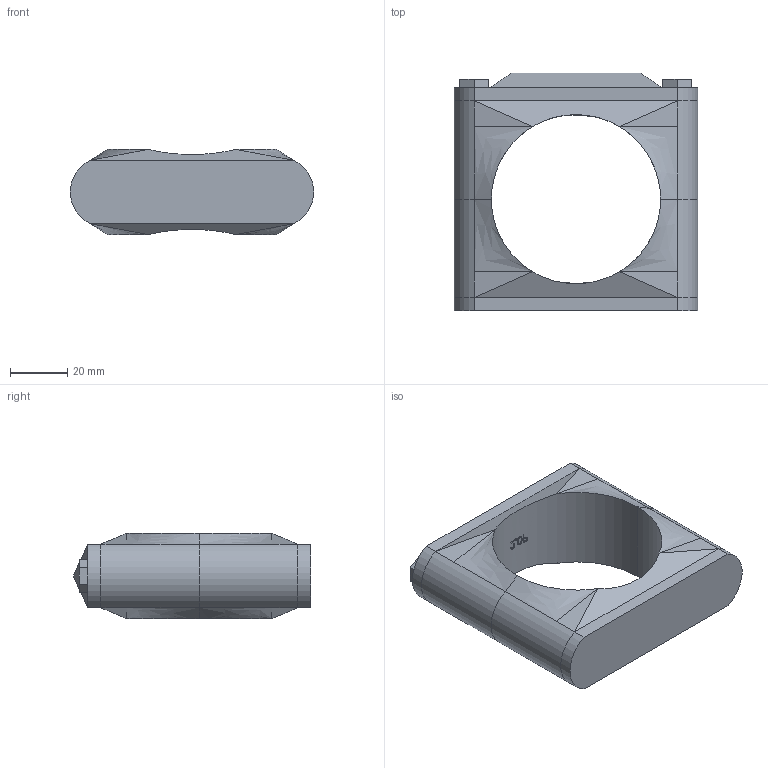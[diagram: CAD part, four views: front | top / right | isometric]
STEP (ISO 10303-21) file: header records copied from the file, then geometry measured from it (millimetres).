
FILE_DESCRIPTION (( 'STEP AP214' ), '1' );
FILE_NAME ('CSDW2.0PXXXSA1.STEP', '2019-04-16T17:15:45', ( '' ), ( '' ), 'SwSTEP 2.0', 'SolidWorks 2017', '' );
FILE_SCHEMA (( 'AUTOMOTIVE_DESIGN' ));
Length unit declared in the file: millimetre
Products named in the file (1): CSDW2.0PXXXSA1
Bounding box: 85.25 x 83.21 x 29.85 mm (x, y, z)
Surface area: 19677 mm2 (no closed solid volume)
Topology: 0 solids, 4 shells, 130 faces, 386 edges, 258 vertices
Faces by surface type: plane 55, bspline 53, cylinder 22
Entity records: 13395 total; most frequent: CARTESIAN_POINT 9059, ORIENTED_EDGE 686, EDGE_CURVE 386, DIRECTION 369, VERTEX_POINT 258, B_SPLINE_CURVE_WITH_KNOTS 213, EDGE_LOOP 144, UNCERTAINTY_MEASURE_WITH_UNIT 132
